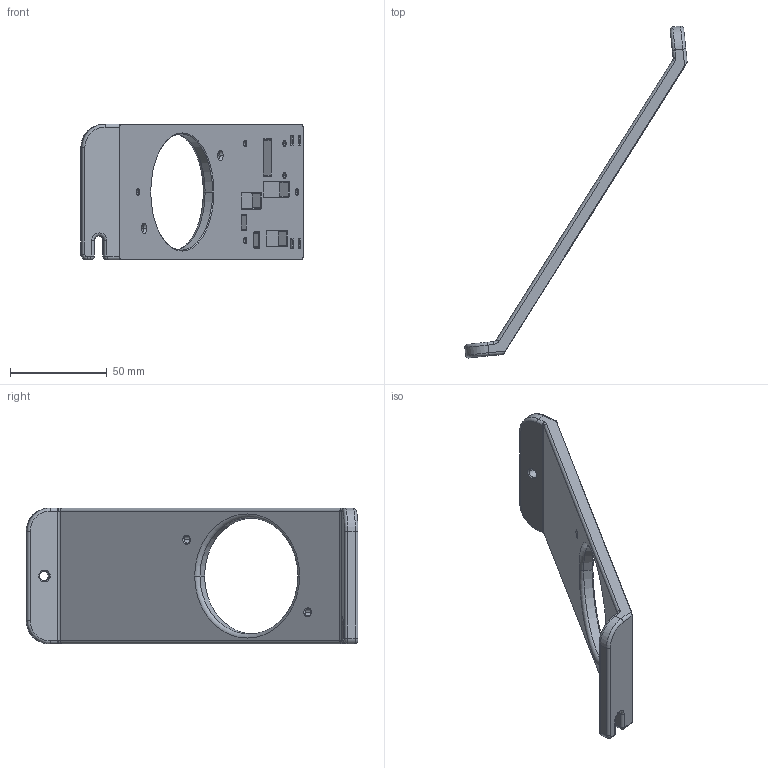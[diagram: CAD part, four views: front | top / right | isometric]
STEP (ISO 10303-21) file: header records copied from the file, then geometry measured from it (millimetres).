
FILE_DESCRIPTION (( 'STEP AP214' ), '1' );
FILE_NAME ('Chamber heating-base.STEP', '2025-08-09T06:22:13', ( '' ), ( '' ), 'SwSTEP 2.0', 'SolidWorks 2021', '' );
FILE_SCHEMA (( 'AUTOMOTIVE_DESIGN' ));
Length unit declared in the file: millimetre
Products named in the file (1): Chamber heating-base
Bounding box: 114.6 x 171.04 x 70 mm (x, y, z)
Volume: 76941.9 mm3; surface area: 30138.9 mm2
Topology: 1 solids, 1 shells, 263 faces, 623 edges, 374 vertices
Faces by surface type: plane 106, cylinder 63, cone 62, torus 22, bspline 10
Entity records: 8018 total; most frequent: CARTESIAN_POINT 1862, DIRECTION 1321, ORIENTED_EDGE 1246, EDGE_CURVE 623, AXIS2_PLACEMENT_3D 478, VERTEX_POINT 374, LINE 365, VECTOR 365
